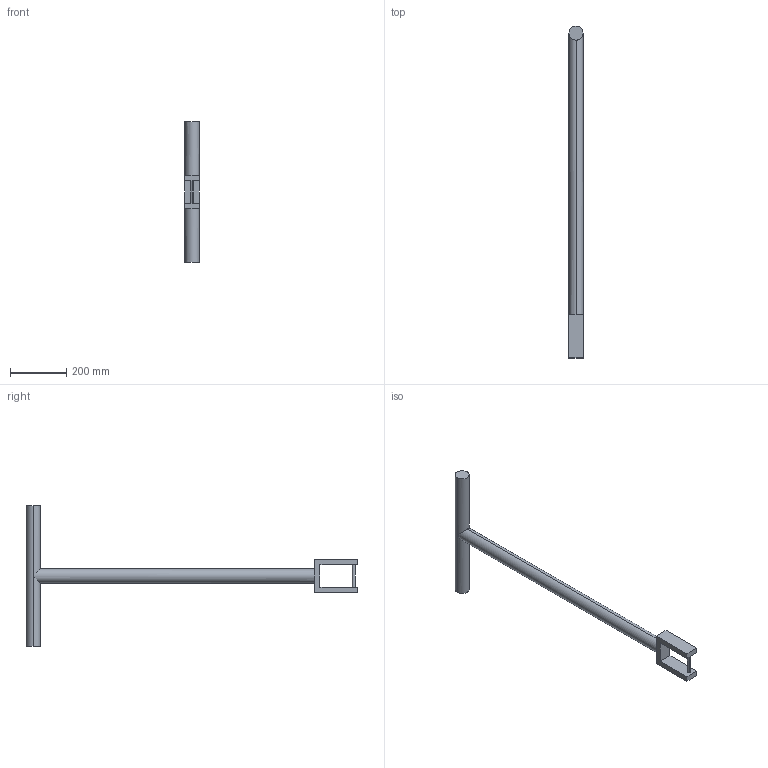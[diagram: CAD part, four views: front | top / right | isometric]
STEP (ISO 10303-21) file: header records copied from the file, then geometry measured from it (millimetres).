
FILE_DESCRIPTION (( 'STEP AP203' ), '1' );
FILE_NAME ('Handle_Default_sldprt.STEP', '2022-10-18T07:41:38', ( '' ), ( '' ), 'SwSTEP 2.0', 'SolidWorks 2022', '' );
FILE_SCHEMA (( 'CONFIG_CONTROL_DESIGN' ));
Length unit declared in the file: millimetre
Products named in the file (1): Handle_Default_sldprt
Bounding box: 50 x 1180 x 500 mm (x, y, z)
Volume: 3299859.7 mm3; surface area: 291539.1 mm2
Topology: 1 solids, 1 shells, 20 faces, 50 edges, 32 vertices
Faces by surface type: plane 13, cylinder 7
Entity records: 675 total; most frequent: CARTESIAN_POINT 115, DIRECTION 100, ORIENTED_EDGE 100, EDGE_CURVE 50, LINE 34, VECTOR 34, AXIS2_PLACEMENT_3D 33, VERTEX_POINT 32
